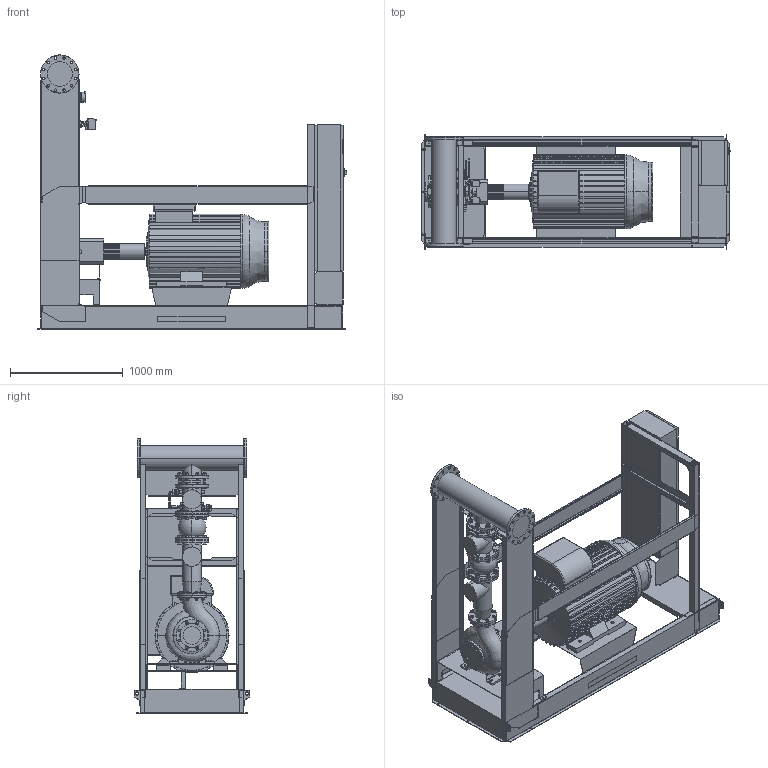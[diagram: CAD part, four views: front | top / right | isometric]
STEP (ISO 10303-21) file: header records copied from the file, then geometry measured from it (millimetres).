
FILE_DESCRIPTION((''),'2;1');
FILE_NAME('3d_Sifire-EN-125_250-251-132E-4183713.stp','2015-05-26T07:17:44',(''),(''),'Mechanical Desktop 2009','Mechanical Desktop 2009',', , ');
FILE_SCHEMA(('CONFIG_CONTROL_DESIGN'));
Length unit declared in the file: millimetre
Products named in the file (1): Product
Bounding box: 2744.5 x 1026 x 2433 mm (x, y, z)
Volume: 656641632.6 mm3; surface area: 32929590.4 mm2
Topology: 146 solids, 146 shells, 3513 faces, 8433 edges, 5325 vertices
Faces by surface type: plane 1302, bspline 1039, cylinder 680, cone 428, torus 56, sphere 8
Entity records: 111231 total; most frequent: CARTESIAN_POINT 34858, ORIENTED_EDGE 16852, DIRECTION 14377, EDGE_CURVE 8426, VERTEX_POINT 5324, AXIS2_PLACEMENT_3D 4996, VECTOR 4385, LINE 4385
